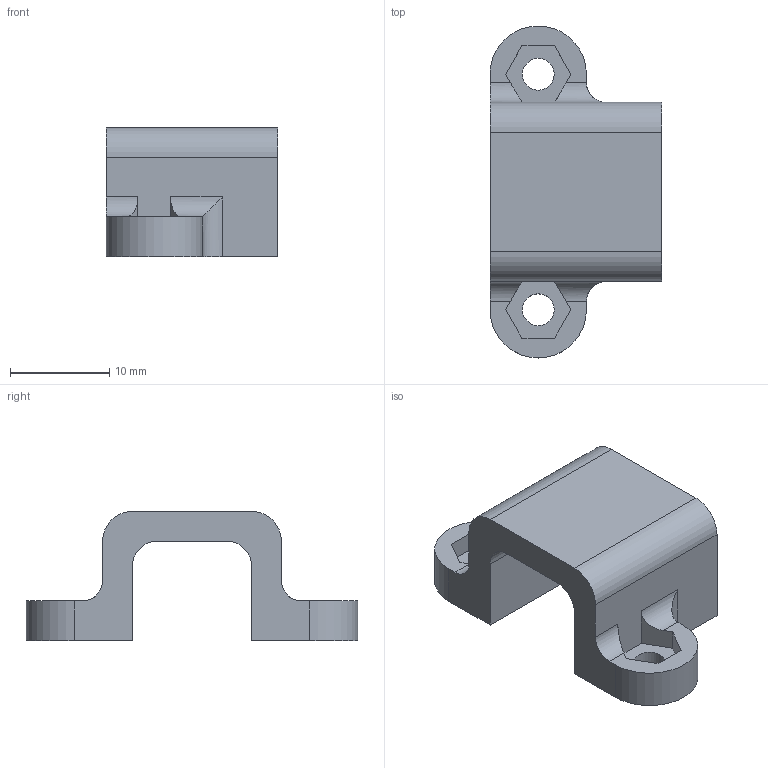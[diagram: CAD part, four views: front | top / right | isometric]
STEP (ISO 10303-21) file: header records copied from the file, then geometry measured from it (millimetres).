
FILE_DESCRIPTION(/* description */ (''),/* implementation_level */ '2;1');
FILE_NAME(/* name */ 'uchwyt_silnika_N20.stp',/* time_stamp */ '2024-05-14T00:37:54+02:00',/* author */ ('kamil'),/* organization */ (''),/* preprocessor_version */ 'ST-DEVELOPER v19',/* originating_system */ 'Autodesk Inventor 2023',/* authorisation */ '');
FILE_SCHEMA (('AUTOMOTIVE_DESIGN { 1 0 10303 214 3 1 1 }'));
Length unit declared in the file: millimetre
Products named in the file (1): Edge78EA3nxl
Bounding box: 17.3 x 33.4 x 13 mm (x, y, z)
Volume: 2322.2 mm3; surface area: 2009.3 mm2
Topology: 1 solids, 1 shells, 48 faces, 136 edges, 90 vertices
Faces by surface type: plane 32, cylinder 16
Full cylindrical faces by diameter (mm): 3.2 x2
Entity records: 1614 total; most frequent: CARTESIAN_POINT 275, ORIENTED_EDGE 272, DIRECTION 264, EDGE_CURVE 136, LINE 106, VECTOR 106, VERTEX_POINT 90, AXIS2_PLACEMENT_3D 79
